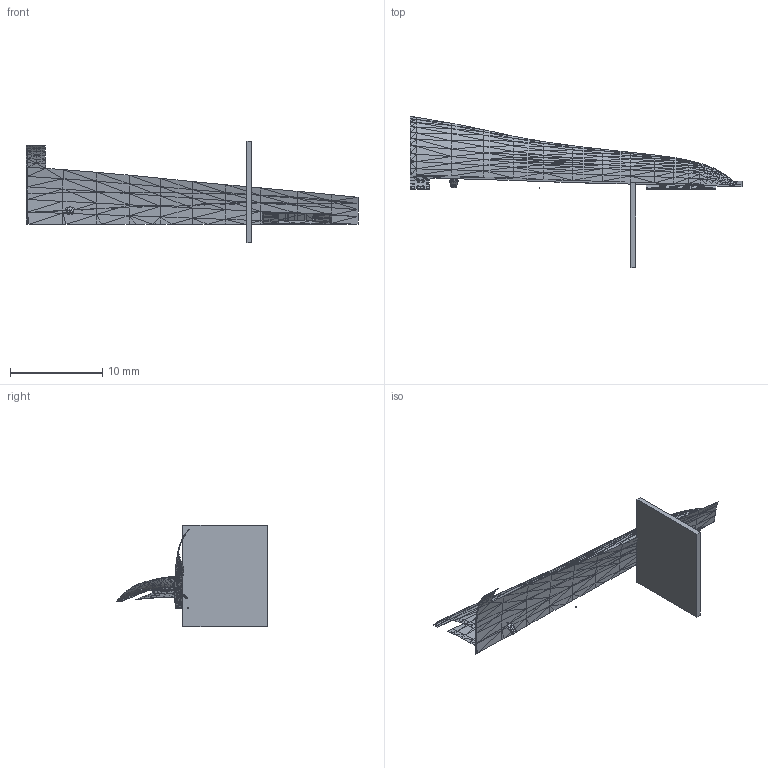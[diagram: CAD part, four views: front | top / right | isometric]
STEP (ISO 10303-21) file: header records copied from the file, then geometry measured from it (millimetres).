
FILE_DESCRIPTION(/* description */ (''),/* implementation_level */ '2;1');
FILE_NAME(/* name */ 'LEX v1.step',/* time_stamp */ '2021-09-10T05:41:28+10:00',/* author */ (''),/* organization */ (''),/* preprocessor_version */ 'ST-DEVELOPER v18.1',/* originating_system */ 'Autodesk Translation Framework v10.10.0.1391',/* authorisation */ '');
FILE_SCHEMA (('AUTOMOTIVE_DESIGN { 1 0 10303 214 3 1 1 }'));
Length unit declared in the file: millimetre
Products named in the file (1): LEX
Bounding box: 36 x 16.41 x 11 mm (x, y, z)
Volume: 54.5 mm3; surface area: 701.2 mm2
Topology: 4 solids, 22 shells, 1546 faces, 2526 edges, 926 vertices
Faces by surface type: plane 1546
Entity records: 31606 total; most frequent: DIRECTION 5620, CARTESIAN_POINT 4999, ORIENTED_EDGE 4653, LINE 2526, VECTOR 2526, EDGE_CURVE 2526, AXIS2_PLACEMENT_3D 1547, FACE_OUTER_BOUND 1546
